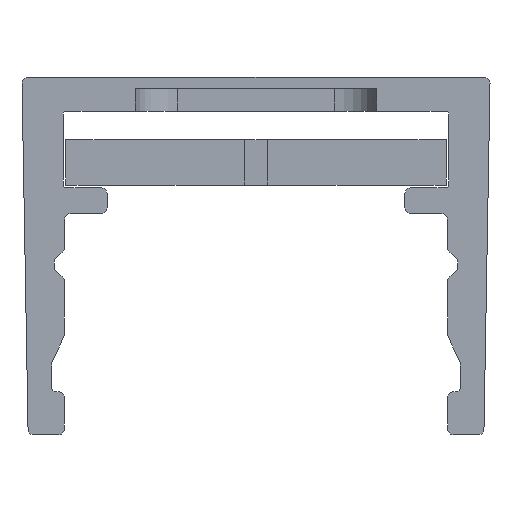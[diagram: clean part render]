
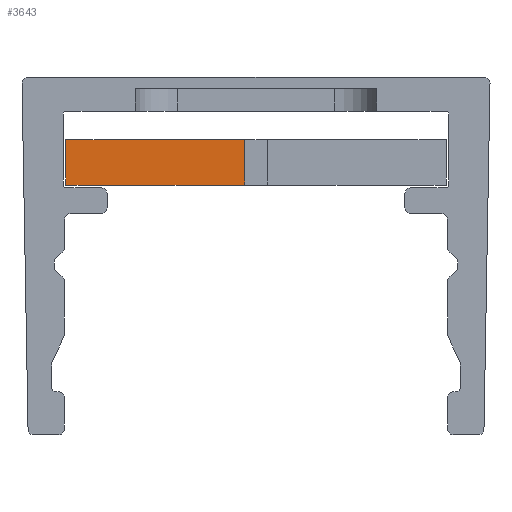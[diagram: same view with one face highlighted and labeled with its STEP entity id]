
A CAD part, front view. The second image highlights one B-rep face of the part: STEP entity #3643.
In plain terms, the highlighted planar face has unit normal (0, -1, 0).
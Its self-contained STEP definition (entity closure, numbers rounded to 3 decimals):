
#297=FACE_OUTER_BOUND('',#477,.T.);
#477=EDGE_LOOP('',(#2778,#2779,#2780,#2781,#2782,#2783));
#739=LINE('',#5553,#1139);
#764=LINE('',#5620,#1164);
#765=LINE('',#5622,#1165);
#766=LINE('',#5624,#1166);
#767=LINE('',#5626,#1167);
#768=LINE('',#5627,#1168);
#1139=VECTOR('',#4564,10.);
#1164=VECTOR('',#4623,10.);
#1165=VECTOR('',#4624,10.);
#1166=VECTOR('',#4625,10.);
#1167=VECTOR('',#4626,10.);
#1168=VECTOR('',#4627,10.);
#1536=VERTEX_POINT('',#5549);
#1537=VERTEX_POINT('',#5551);
#1562=VERTEX_POINT('',#5619);
#1563=VERTEX_POINT('',#5621);
#1564=VERTEX_POINT('',#5623);
#1565=VERTEX_POINT('',#5625);
#1967=EDGE_CURVE('',#1536,#1537,#739,.T.);
#2000=EDGE_CURVE('',#1537,#1562,#764,.T.);
#2001=EDGE_CURVE('',#1562,#1563,#765,.T.);
#2002=EDGE_CURVE('',#1563,#1564,#766,.T.);
#2003=EDGE_CURVE('',#1564,#1565,#767,.T.);
#2004=EDGE_CURVE('',#1565,#1536,#768,.T.);
#2778=ORIENTED_EDGE('',*,*,#1967,.T.);
#2779=ORIENTED_EDGE('',*,*,#2000,.T.);
#2780=ORIENTED_EDGE('',*,*,#2001,.T.);
#2781=ORIENTED_EDGE('',*,*,#2002,.T.);
#2782=ORIENTED_EDGE('',*,*,#2003,.T.);
#2783=ORIENTED_EDGE('',*,*,#2004,.T.);
#3302=PLANE('',#3932);
#3643=ADVANCED_FACE('',(#297),#3302,.T.);
#3932=AXIS2_PLACEMENT_3D('',#5618,#4621,#4622);
#4564=DIRECTION('',(0.,0.,1.));
#4621=DIRECTION('center_axis',(0.,-1.,0.));
#4622=DIRECTION('ref_axis',(-1.,0.,0.));
#4623=DIRECTION('',(-1.,0.,0.));
#4624=DIRECTION('',(0.,0.,-1.));
#4625=DIRECTION('',(1.,0.,0.));
#4626=DIRECTION('',(0.,0.,1.));
#4627=DIRECTION('',(1.,0.,0.));
#5549=CARTESIAN_POINT('',(-0.4,-448.4,-3.799));
#5551=CARTESIAN_POINT('',(-0.4,-448.4,-2.2));
#5553=CARTESIAN_POINT('',(-0.4,-448.4,-3.));
#5618=CARTESIAN_POINT('Origin',(-6.7,-448.4,-2.2));
#5619=CARTESIAN_POINT('',(-6.7,-448.4,-2.2));
#5620=CARTESIAN_POINT('',(6.7,-448.4,-2.2));
#5621=CARTESIAN_POINT('',(-6.7,-448.4,-3.8));
#5622=CARTESIAN_POINT('',(-6.7,-448.4,-2.2));
#5623=CARTESIAN_POINT('',(-4.1,-448.4,-3.8));
#5624=CARTESIAN_POINT('',(6.7,-448.4,-3.8));
#5625=CARTESIAN_POINT('',(-4.1,-448.4,-3.799));
#5626=CARTESIAN_POINT('',(-4.1,-448.4,-3.));
#5627=CARTESIAN_POINT('',(-4.45,-448.4,-3.799));
